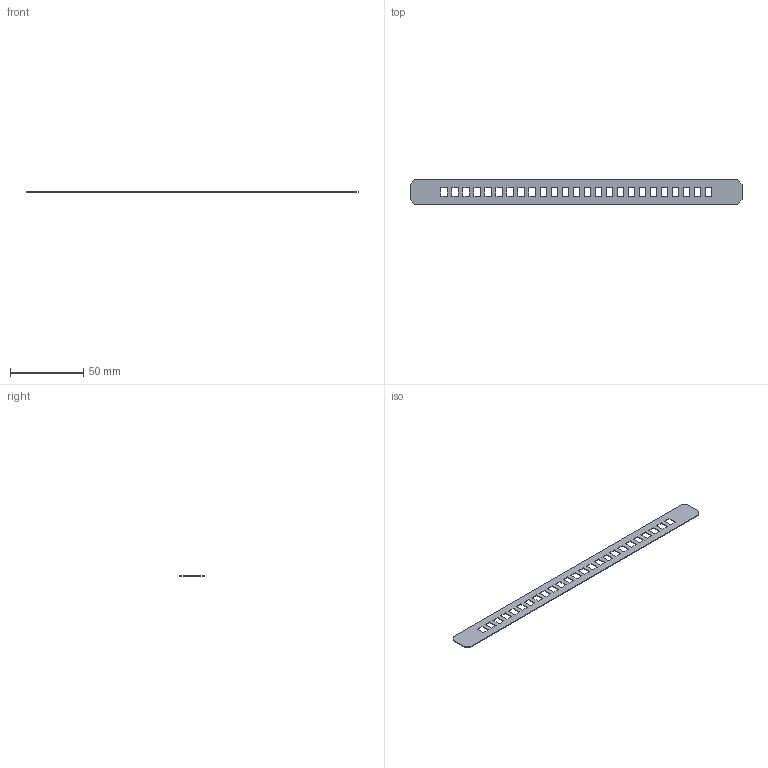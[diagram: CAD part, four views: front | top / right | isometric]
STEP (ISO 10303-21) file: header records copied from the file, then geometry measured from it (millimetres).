
FILE_DESCRIPTION((''),'2;1');
FILE_NAME('C19_BANDE','2020-04-05T13:17:41',('scrib'),(''),'CREO PARAMETRIC BY PTC INC, 2016390','CREO PARAMETRIC BY PTC INC, 2016390','');
FILE_SCHEMA(('CONFIG_CONTROL_DESIGN'));
Length unit declared in the file: millimetre
Products named in the file (1): C19_BANDE
Bounding box: 226 x 16.75 x 0.5 mm (x, y, z)
Volume: 1546.2 mm3; surface area: 6686.7 mm2
Topology: 1 solids, 1 shells, 110 faces, 324 edges, 216 vertices
Faces by surface type: plane 110
Entity records: 3726 total; most frequent: CARTESIAN_POINT 650, ORIENTED_EDGE 648, DIRECTION 544, VECTOR 324, LINE 324, EDGE_CURVE 324, VERTEX_POINT 216, EDGE_LOOP 160
